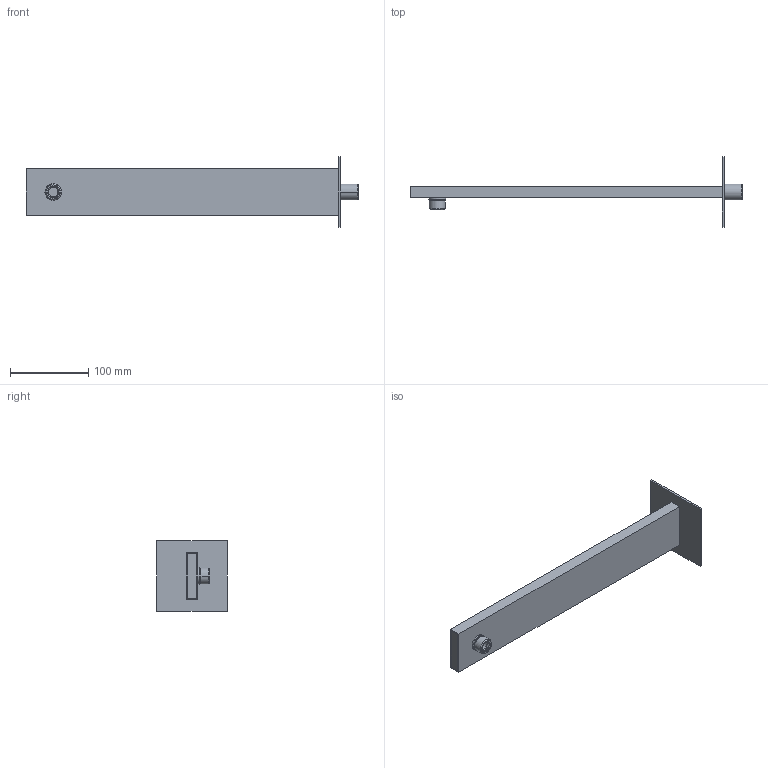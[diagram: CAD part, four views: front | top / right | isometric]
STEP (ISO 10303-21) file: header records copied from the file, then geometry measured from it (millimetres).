
FILE_DESCRIPTION((''),'2;1');
FILE_NAME('BD6055-A2SR0068_ASM','2020-02-18T',('Administrator'),(''),'PRO/ENGINEER BY PARAMETRIC TECHNOLOGY CORPORATION, 2009360','PRO/ENGINEER BY PARAMETRIC TECHNOLOGY CORPORATION, 2009360','');
FILE_SCHEMA(('AUTOMOTIVE_DESIGN_CC2 { 1 2 10303 214 -1 1 5 2 }'));
Length unit declared in the file: millimetre
Products named in the file (9): G1104; F0047; N0085; N0093; GC1085_ASM; N0056; F0052; N0018; BD6055-A2SR0068_ASM
Assembly tree (8 placements, depth 3):
  BD6055-A2SR0068_ASM
    GC1085_ASM
      G1104
      F0047
      N0085
      N0093
    N0056
    F0052
    N0018
Bounding box: 425.5 x 90 x 90 mm (x, y, z)
Volume: 122453.4 mm3; surface area: 144678.3 mm2
Topology: 7 solids, 7 shells, 163 faces, 380 edges, 238 vertices
Faces by surface type: plane 69, cylinder 60, cone 34
Entity records: 4971 total; most frequent: DIRECTION 874, CARTESIAN_POINT 848, ORIENTED_EDGE 744, EDGE_CURVE 372, AXIS2_PLACEMENT_3D 330, VERTEX_POINT 238, VECTOR 214, LINE 214
